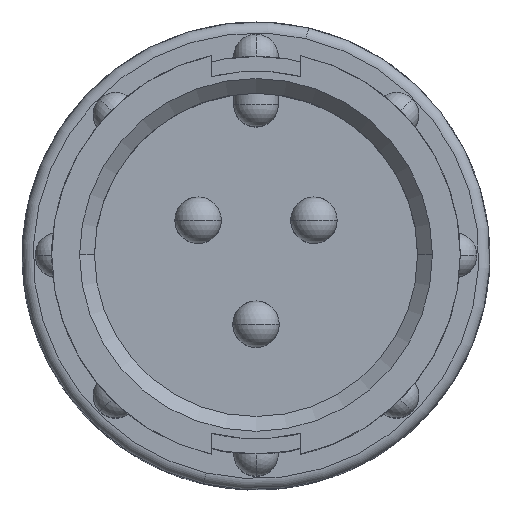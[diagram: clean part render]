
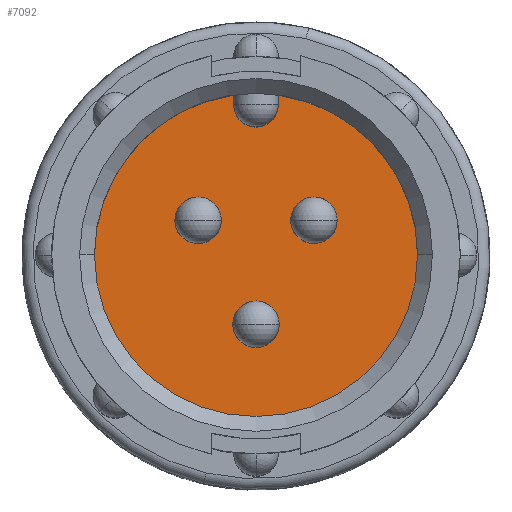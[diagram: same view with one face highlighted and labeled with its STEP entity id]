
A CAD part, top view. The second image highlights one B-rep face of the part: STEP entity #7092.
In plain terms, the highlighted planar face has unit normal (0, 0, 1).
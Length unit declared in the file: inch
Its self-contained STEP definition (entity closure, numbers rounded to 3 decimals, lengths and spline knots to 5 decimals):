
#408 = CIRCLE ( 'NONE', #7656, 0.03125 ) ;
#458 = ORIENTED_EDGE ( 'NONE', *, *, #2150, .T. ) ;
#606 = AXIS2_PLACEMENT_3D ( 'NONE', #3184, #3168, #3150 ) ;
#717 = CARTESIAN_POINT ( 'NONE',  ( 0.2175, 0., 0.61 ) ) ;
#726 = VERTEX_POINT ( 'NONE', #7848 ) ;
#789 = CARTESIAN_POINT ( 'NONE',  ( 0., -0.093, 0.61 ) ) ;
#983 = CIRCLE ( 'NONE', #991, 0.03 ) ;
#991 = AXIS2_PLACEMENT_3D ( 'NONE', #1095, #1084, #1082 ) ;
#1082 = DIRECTION ( 'NONE',  ( 1., 0., 0. ) ) ;
#1084 = DIRECTION ( 'NONE',  ( 0., 0., -1. ) ) ;
#1095 = CARTESIAN_POINT ( 'NONE',  ( 0., 0.2025, 0.61 ) ) ;
#1135 = EDGE_CURVE ( 'NONE', #8246, #6141, #8618, .T. ) ;
#1409 = EDGE_LOOP ( 'NONE', ( #6378, #458, #5893, #5444, #5526, #3115 ) ) ;
#1415 = CARTESIAN_POINT ( 'NONE',  ( 0.03, 0.21542, 0.61 ) ) ;
#1570 = DIRECTION ( 'NONE',  ( 1., 0., 0. ) ) ;
#1685 = EDGE_CURVE ( 'NONE', #726, #3530, #408, .T. ) ;
#1697 = CARTESIAN_POINT ( 'NONE',  ( -0.10925, 0.047, 0.61 ) ) ;
#1736 = AXIS2_PLACEMENT_3D ( 'NONE', #7085, #2507, #7859 ) ;
#1879 = DIRECTION ( 'NONE',  ( 0., 0., -1. ) ) ;
#1885 = ORIENTED_EDGE ( 'NONE', *, *, #7830, .T. ) ;
#1890 = EDGE_CURVE ( 'NONE', #4825, #6558, #9482, .T. ) ;
#2072 = FACE_OUTER_BOUND ( 'NONE', #1409, .T. ) ;
#2150 = EDGE_CURVE ( 'NONE', #2600, #4825, #4614, .T. ) ;
#2211 = CIRCLE ( 'NONE', #2809, 0.03125 ) ;
#2496 = PLANE ( 'NONE',  #9517 ) ;
#2507 = DIRECTION ( 'NONE',  ( 0., 0., 1. ) ) ;
#2600 = VERTEX_POINT ( 'NONE', #5884 ) ;
#2681 = DIRECTION ( 'NONE',  ( 1., 0., 0. ) ) ;
#2696 = DIRECTION ( 'NONE',  ( 0., 0., -1. ) ) ;
#2706 = CARTESIAN_POINT ( 'NONE',  ( -0.078, 0.047, 0.61 ) ) ;
#2809 = AXIS2_PLACEMENT_3D ( 'NONE', #2706, #2696, #2681 ) ;
#2849 = EDGE_CURVE ( 'NONE', #6141, #8246, #2211, .T. ) ;
#2921 = CIRCLE ( 'NONE', #3893, 0.03125 ) ;
#3115 = ORIENTED_EDGE ( 'NONE', *, *, #3990, .T. ) ;
#3119 = ORIENTED_EDGE ( 'NONE', *, *, #5283, .T. ) ;
#3150 = DIRECTION ( 'NONE',  ( 1., 0., 0. ) ) ;
#3168 = DIRECTION ( 'NONE',  ( 0., 0., 1. ) ) ;
#3184 = CARTESIAN_POINT ( 'NONE',  ( 0., 0., 0.61 ) ) ;
#3275 = VECTOR ( 'NONE', #8665, 39.37008 ) ;
#3393 = DIRECTION ( 'NONE',  ( 0., 0., -1. ) ) ;
#3530 = VERTEX_POINT ( 'NONE', #4506 ) ;
#3588 = AXIS2_PLACEMENT_3D ( 'NONE', #7962, #3393, #8667 ) ;
#3625 = EDGE_LOOP ( 'NONE', ( #3119, #1885 ) ) ;
#3826 = DIRECTION ( 'NONE',  ( 1., 0., 0. ) ) ;
#3829 = DIRECTION ( 'NONE',  ( 0., 0., 1. ) ) ;
#3843 = CARTESIAN_POINT ( 'NONE',  ( 0., 0., 0.61 ) ) ;
#3879 = AXIS2_PLACEMENT_3D ( 'NONE', #3843, #3829, #3826 ) ;
#3893 = AXIS2_PLACEMENT_3D ( 'NONE', #789, #6173, #1570 ) ;
#3990 = EDGE_CURVE ( 'NONE', #9421, #4192, #9237, .T. ) ;
#4093 = FACE_BOUND ( 'NONE', #6933, .T. ) ;
#4192 = VERTEX_POINT ( 'NONE', #6057 ) ;
#4253 = ORIENTED_EDGE ( 'NONE', *, *, #1135, .T. ) ;
#4329 = DIRECTION ( 'NONE',  ( 1., 0., 0. ) ) ;
#4336 = DIRECTION ( 'NONE',  ( 0., 0., -1. ) ) ;
#4338 = CARTESIAN_POINT ( 'NONE',  ( 0.078, 0.047, 0.61 ) ) ;
#4506 = CARTESIAN_POINT ( 'NONE',  ( 0.10925, 0.047, 0.61 ) ) ;
#4614 = CIRCLE ( 'NONE', #606, 0.2175 ) ;
#4686 = EDGE_CURVE ( 'NONE', #7292, #9421, #983, .T. ) ;
#4825 = VERTEX_POINT ( 'NONE', #717 ) ;
#4827 = DIRECTION ( 'NONE',  ( 1., 0., 0. ) ) ;
#5093 = FACE_BOUND ( 'NONE', #3625, .T. ) ;
#5174 = CARTESIAN_POINT ( 'NONE',  ( -0.03125, -0.093, 0.61 ) ) ;
#5212 = CARTESIAN_POINT ( 'NONE',  ( -0.04675, 0.047, 0.61 ) ) ;
#5283 = EDGE_CURVE ( 'NONE', #7667, #8669, #2921, .T. ) ;
#5444 = ORIENTED_EDGE ( 'NONE', *, *, #8356, .T. ) ;
#5498 = CIRCLE ( 'NONE', #1736, 0.2175 ) ;
#5526 = ORIENTED_EDGE ( 'NONE', *, *, #4686, .T. ) ;
#5609 = EDGE_CURVE ( 'NONE', #3530, #726, #7570, .T. ) ;
#5835 = AXIS2_PLACEMENT_3D ( 'NONE', #6347, #6337, #6334 ) ;
#5884 = CARTESIAN_POINT ( 'NONE',  ( -0.2175, 0., 0.61 ) ) ;
#5893 = ORIENTED_EDGE ( 'NONE', *, *, #1890, .T. ) ;
#6057 = CARTESIAN_POINT ( 'NONE',  ( -0.03, 0.21542, 0.61 ) ) ;
#6137 = FACE_BOUND ( 'NONE', #8898, .T. ) ;
#6141 = VERTEX_POINT ( 'NONE', #1697 ) ;
#6173 = DIRECTION ( 'NONE',  ( 0., 0., -1. ) ) ;
#6334 = DIRECTION ( 'NONE',  ( 1., 0., 0. ) ) ;
#6337 = DIRECTION ( 'NONE',  ( 0., 0., -1. ) ) ;
#6347 = CARTESIAN_POINT ( 'NONE',  ( -0.078, 0.047, 0.61 ) ) ;
#6378 = ORIENTED_EDGE ( 'NONE', *, *, #8377, .T. ) ;
#6452 = CARTESIAN_POINT ( 'NONE',  ( 0., -0.093, 0.61 ) ) ;
#6457 = CARTESIAN_POINT ( 'NONE',  ( 0.03, 0.21542, 0.61 ) ) ;
#6558 = VERTEX_POINT ( 'NONE', #6457 ) ;
#6933 = EDGE_LOOP ( 'NONE', ( #4253, #7205 ) ) ;
#7085 = CARTESIAN_POINT ( 'NONE',  ( 0., 0., 0.61 ) ) ;
#7092 = ADVANCED_FACE ( 'NONE', ( #5093, #4093, #6137, #2072 ), #2496, .T. ) ;
#7159 = CARTESIAN_POINT ( 'NONE',  ( -0.03, 0.2025, 0.61 ) ) ;
#7205 = ORIENTED_EDGE ( 'NONE', *, *, #2849, .T. ) ;
#7227 = DIRECTION ( 'NONE',  ( 1., 0., 0. ) ) ;
#7292 = VERTEX_POINT ( 'NONE', #8103 ) ;
#7495 = VECTOR ( 'NONE', #8538, 39.37008 ) ;
#7570 = CIRCLE ( 'NONE', #3588, 0.03125 ) ;
#7656 = AXIS2_PLACEMENT_3D ( 'NONE', #4338, #4336, #4329 ) ;
#7667 = VERTEX_POINT ( 'NONE', #7787 ) ;
#7787 = CARTESIAN_POINT ( 'NONE',  ( 0.03125, -0.093, 0.61 ) ) ;
#7830 = EDGE_CURVE ( 'NONE', #8669, #7667, #8999, .T. ) ;
#7848 = CARTESIAN_POINT ( 'NONE',  ( 0.04675, 0.047, 0.61 ) ) ;
#7859 = DIRECTION ( 'NONE',  ( 1., 0., 0. ) ) ;
#7962 = CARTESIAN_POINT ( 'NONE',  ( 0.078, 0.047, 0.61 ) ) ;
#8103 = CARTESIAN_POINT ( 'NONE',  ( 0.03, 0.2025, 0.61 ) ) ;
#8246 = VERTEX_POINT ( 'NONE', #5212 ) ;
#8356 = EDGE_CURVE ( 'NONE', #6558, #7292, #9394, .T. ) ;
#8377 = EDGE_CURVE ( 'NONE', #4192, #2600, #5498, .T. ) ;
#8526 = CARTESIAN_POINT ( 'NONE',  ( 0., 0., 0.61 ) ) ;
#8538 = DIRECTION ( 'NONE',  ( 0., -1., 0. ) ) ;
#8618 = CIRCLE ( 'NONE', #5835, 0.03125 ) ;
#8665 = DIRECTION ( 'NONE',  ( 0., 1., 0. ) ) ;
#8667 = DIRECTION ( 'NONE',  ( 1., 0., 0. ) ) ;
#8669 = VERTEX_POINT ( 'NONE', #5174 ) ;
#8674 = CARTESIAN_POINT ( 'NONE',  ( -0.03, 0.2025, 0.61 ) ) ;
#8712 = AXIS2_PLACEMENT_3D ( 'NONE', #6452, #1879, #7227 ) ;
#8898 = EDGE_LOOP ( 'NONE', ( #9062, #9378 ) ) ;
#8999 = CIRCLE ( 'NONE', #8712, 0.03125 ) ;
#9062 = ORIENTED_EDGE ( 'NONE', *, *, #5609, .T. ) ;
#9237 = LINE ( 'NONE', #8674, #3275 ) ;
#9245 = DIRECTION ( 'NONE',  ( 0., 0., 1. ) ) ;
#9378 = ORIENTED_EDGE ( 'NONE', *, *, #1685, .T. ) ;
#9394 = LINE ( 'NONE', #1415, #7495 ) ;
#9421 = VERTEX_POINT ( 'NONE', #7159 ) ;
#9482 = CIRCLE ( 'NONE', #3879, 0.2175 ) ;
#9517 = AXIS2_PLACEMENT_3D ( 'NONE', #8526, #9245, #4827 ) ;
